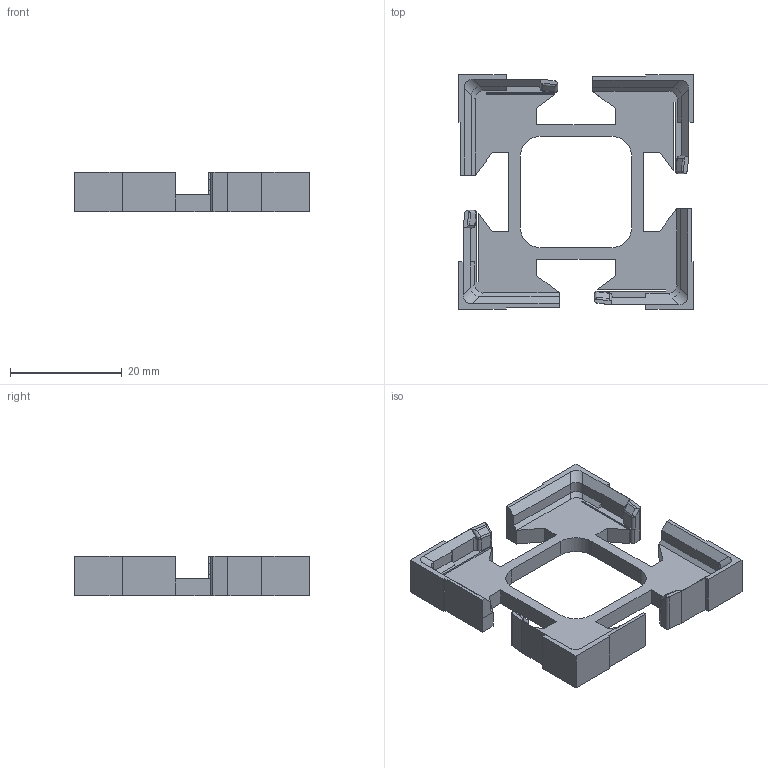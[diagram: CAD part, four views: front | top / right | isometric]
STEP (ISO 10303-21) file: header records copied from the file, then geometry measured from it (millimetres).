
FILE_DESCRIPTION(/* description */ (''),/* implementation_level */ '2;1');
FILE_NAME(/* name */ 'CFR2 1x1.step',/* time_stamp */ '2023-11-07T12:37:01-06:00',/* author */ (''),/* organization */ (''),/* preprocessor_version */ 'ST-DEVELOPER v20',/* originating_system */ 'Autodesk Translation Framework v12.14.0.127',/* authorisation */ '');
FILE_SCHEMA (('AUTOMOTIVE_DESIGN { 1 0 10303 214 3 1 1 }'));
Length unit declared in the file: millimetre
Products named in the file (2): (Unsaved); CFR2 1x1
Assembly tree (1 placements, depth 2):
  (Unsaved)
    CFR2 1x1
Bounding box: 42 x 42 x 7.01 mm (x, y, z)
Volume: 3826.6 mm3; surface area: 4289.8 mm2
Topology: 1 solids, 1 shells, 198 faces, 564 edges, 368 vertices
Faces by surface type: plane 134, cylinder 56, sphere 8
Entity records: 6581 total; most frequent: CARTESIAN_POINT 1293, ORIENTED_EDGE 1128, DIRECTION 1070, EDGE_CURVE 564, LINE 428, VECTOR 428, VERTEX_POINT 368, AXIS2_PLACEMENT_3D 321
